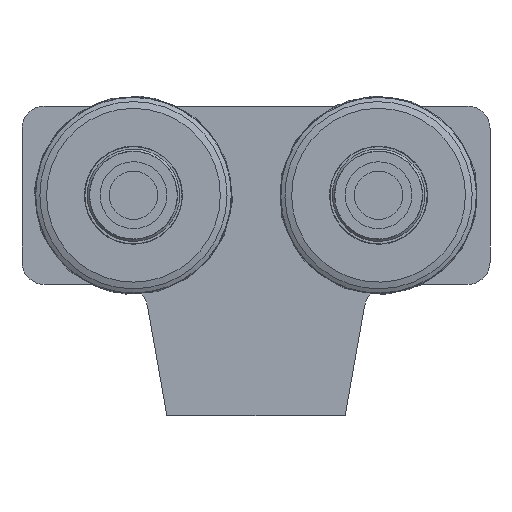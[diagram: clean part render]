
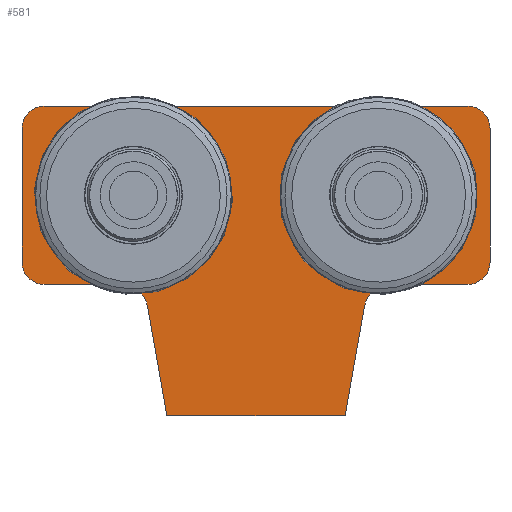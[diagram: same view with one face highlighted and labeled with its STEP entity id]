
A CAD part, front view. The second image highlights one B-rep face of the part: STEP entity #581.
In plain terms, the highlighted face is planar.
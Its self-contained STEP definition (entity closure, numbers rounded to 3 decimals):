
#581=ADVANCED_FACE('',(#950,#951,#952),#953,.F.);
#950=FACE_OUTER_BOUND('',#1326,.T.);
#951=FACE_BOUND('',#1327,.T.);
#952=FACE_BOUND('',#1328,.T.);
#953=PLANE('',#1329);
#1326=EDGE_LOOP('',(#1726,#1727,#1728,#1729,#1730,#1731,#1732,#1733,#1734,#1735,#1736,#1737,#1738,#1739));
#1327=EDGE_LOOP('',(#1740));
#1328=EDGE_LOOP('',(#1741));
#1329=AXIS2_PLACEMENT_3D('',#1742,#1743,#1744);
#1726=ORIENTED_EDGE('',*,*,#2275,.T.);
#1727=ORIENTED_EDGE('',*,*,#2267,.T.);
#1728=ORIENTED_EDGE('',*,*,#2276,.T.);
#1729=ORIENTED_EDGE('',*,*,#2277,.T.);
#1730=ORIENTED_EDGE('',*,*,#2278,.T.);
#1731=ORIENTED_EDGE('',*,*,#2279,.T.);
#1732=ORIENTED_EDGE('',*,*,#2280,.T.);
#1733=ORIENTED_EDGE('',*,*,#2281,.T.);
#1734=ORIENTED_EDGE('',*,*,#2282,.T.);
#1735=ORIENTED_EDGE('',*,*,#2283,.T.);
#1736=ORIENTED_EDGE('',*,*,#2284,.T.);
#1737=ORIENTED_EDGE('',*,*,#2285,.T.);
#1738=ORIENTED_EDGE('',*,*,#2272,.T.);
#1739=ORIENTED_EDGE('',*,*,#2286,.T.);
#1740=ORIENTED_EDGE('',*,*,#2287,.F.);
#1741=ORIENTED_EDGE('',*,*,#2288,.F.);
#1742=CARTESIAN_POINT('',(60.472,-92.,8.));
#1743=DIRECTION('',(0.,0.,-1.));
#1744=DIRECTION('',(0.,-1.,0.));
#2267=EDGE_CURVE('',#2487,#2485,#2488,.T.);
#2272=EDGE_CURVE('',#2496,#2494,#2497,.T.);
#2275=EDGE_CURVE('',#2500,#2487,#2501,.T.);
#2276=EDGE_CURVE('',#2485,#2502,#2503,.T.);
#2277=EDGE_CURVE('',#2502,#2504,#2505,.T.);
#2278=EDGE_CURVE('',#2504,#2506,#2507,.T.);
#2279=EDGE_CURVE('',#2506,#2508,#2509,.T.);
#2280=EDGE_CURVE('',#2508,#2510,#2511,.T.);
#2281=EDGE_CURVE('',#2510,#2512,#2513,.T.);
#2282=EDGE_CURVE('',#2512,#2514,#2515,.T.);
#2283=EDGE_CURVE('',#2514,#2516,#2517,.T.);
#2284=EDGE_CURVE('',#2516,#2518,#2519,.T.);
#2285=EDGE_CURVE('',#2518,#2496,#2520,.T.);
#2286=EDGE_CURVE('',#2494,#2500,#2521,.T.);
#2287=EDGE_CURVE('',#2522,#2522,#2523,.T.);
#2288=EDGE_CURVE('',#2524,#2524,#2525,.T.);
#2485=VERTEX_POINT('',#2788);
#2487=VERTEX_POINT('',#2791);
#2488=LINE('',#2792,#2793);
#2494=VERTEX_POINT('',#2800);
#2496=VERTEX_POINT('',#2803);
#2497=CIRCLE('',#2804,12.);
#2500=VERTEX_POINT('',#2808);
#2501=LINE('',#2809,#2810);
#2502=VERTEX_POINT('',#2811);
#2503=CIRCLE('',#2812,12.);
#2504=VERTEX_POINT('',#2813);
#2505=LINE('',#2814,#2815);
#2506=VERTEX_POINT('',#2816);
#2507=CIRCLE('',#2817,10.);
#2508=VERTEX_POINT('',#2818);
#2509=LINE('',#2819,#2820);
#2510=VERTEX_POINT('',#2821);
#2511=CIRCLE('',#2822,10.);
#2512=VERTEX_POINT('',#2823);
#2513=LINE('',#2824,#2825);
#2514=VERTEX_POINT('',#2826);
#2515=CIRCLE('',#2827,10.);
#2516=VERTEX_POINT('',#2828);
#2517=LINE('',#2829,#2830);
#2518=VERTEX_POINT('',#2831);
#2519=CIRCLE('',#2832,10.);
#2520=LINE('',#2833,#2834);
#2521=LINE('',#2835,#2836);
#2522=VERTEX_POINT('',#2837);
#2523=CIRCLE('',#2838,10.05);
#2524=VERTEX_POINT('',#2839);
#2525=CIRCLE('',#2840,10.05);
#2788=CARTESIAN_POINT('',(48.655,-89.916,8.));
#2791=CARTESIAN_POINT('',(40.,-139.,8.));
#2792=CARTESIAN_POINT('',(48.655,-89.916,8.));
#2793=VECTOR('',#3124,1.);
#2800=CARTESIAN_POINT('',(-48.655,-89.916,8.));
#2803=CARTESIAN_POINT('',(-60.472,-80.,8.));
#2804=AXIS2_PLACEMENT_3D('',#3130,#3131,#3132);
#2808=CARTESIAN_POINT('',(-40.,-139.,8.));
#2809=CARTESIAN_POINT('',(-40.,-139.,8.));
#2810=VECTOR('',#3134,1.);
#2811=CARTESIAN_POINT('',(60.472,-80.,8.));
#2812=AXIS2_PLACEMENT_3D('',#3135,#3136,#3137);
#2813=CARTESIAN_POINT('',(95.,-80.,8.));
#2814=CARTESIAN_POINT('',(95.,-80.,8.));
#2815=VECTOR('',#3138,1.);
#2816=CARTESIAN_POINT('',(105.,-70.,8.));
#2817=AXIS2_PLACEMENT_3D('',#3139,#3140,#3141);
#2818=CARTESIAN_POINT('',(105.,-10.,8.));
#2819=CARTESIAN_POINT('',(105.,-10.,8.));
#2820=VECTOR('',#3142,1.);
#2821=CARTESIAN_POINT('',(95.,0.,8.));
#2822=AXIS2_PLACEMENT_3D('',#3143,#3144,#3145);
#2823=CARTESIAN_POINT('',(-95.,0.,8.));
#2824=CARTESIAN_POINT('',(95.,0.,8.));
#2825=VECTOR('',#3146,1.);
#2826=CARTESIAN_POINT('',(-105.,-10.,8.));
#2827=AXIS2_PLACEMENT_3D('',#3147,#3148,#3149);
#2828=CARTESIAN_POINT('',(-105.,-70.,8.));
#2829=CARTESIAN_POINT('',(-105.,-10.,8.));
#2830=VECTOR('',#3150,1.);
#2831=CARTESIAN_POINT('',(-95.,-80.,8.));
#2832=AXIS2_PLACEMENT_3D('',#3151,#3152,#3153);
#2833=CARTESIAN_POINT('',(-95.,-80.,8.));
#2834=VECTOR('',#3154,1.);
#2835=CARTESIAN_POINT('',(-48.655,-89.916,8.));
#2836=VECTOR('',#3155,1.);
#2837=CARTESIAN_POINT('',(-44.95,-40.,8.));
#2838=AXIS2_PLACEMENT_3D('',#3156,#3157,#3158);
#2839=CARTESIAN_POINT('',(44.95,-40.,8.));
#2840=AXIS2_PLACEMENT_3D('',#3159,#3160,#3161);
#3124=DIRECTION('',(0.174,0.985,0.));
#3130=CARTESIAN_POINT('',(-60.472,-92.,8.));
#3131=DIRECTION('',(0.,0.,-1.));
#3132=DIRECTION('',(1.,0.,0.));
#3134=DIRECTION('',(1.,0.,0.));
#3135=CARTESIAN_POINT('',(60.472,-92.,8.));
#3136=DIRECTION('',(0.,0.,-1.));
#3137=DIRECTION('',(-1.,0.,0.));
#3138=DIRECTION('',(1.,0.,0.));
#3139=CARTESIAN_POINT('',(95.,-70.,8.));
#3140=DIRECTION('',(0.,0.,1.));
#3141=DIRECTION('',(1.,0.,0.));
#3142=DIRECTION('',(0.,1.,0.));
#3143=CARTESIAN_POINT('',(95.,-10.,8.));
#3144=DIRECTION('',(0.,0.,1.));
#3145=DIRECTION('',(1.,0.,0.));
#3146=DIRECTION('',(-1.,0.,0.));
#3147=CARTESIAN_POINT('',(-95.,-10.,8.));
#3148=DIRECTION('',(0.,0.,1.));
#3149=DIRECTION('',(-1.,0.,0.));
#3150=DIRECTION('',(0.,-1.,0.));
#3151=CARTESIAN_POINT('',(-95.,-70.,8.));
#3152=DIRECTION('',(0.,0.,1.));
#3153=DIRECTION('',(-1.,0.,0.));
#3154=DIRECTION('',(1.,0.,0.));
#3155=DIRECTION('',(0.174,-0.985,0.));
#3156=CARTESIAN_POINT('',(-55.,-40.,8.));
#3157=DIRECTION('',(0.,0.,1.));
#3158=DIRECTION('',(1.,0.,0.));
#3159=CARTESIAN_POINT('',(55.,-40.,8.));
#3160=DIRECTION('',(0.,0.,1.));
#3161=DIRECTION('',(-1.,0.,0.));
